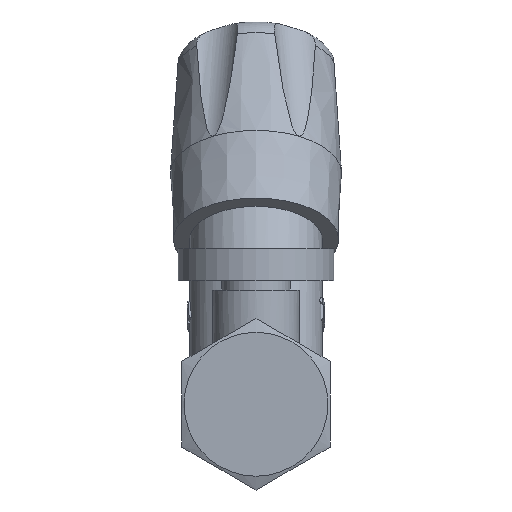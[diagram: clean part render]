
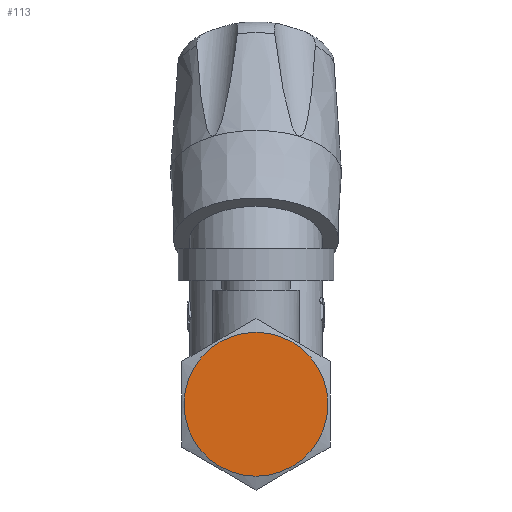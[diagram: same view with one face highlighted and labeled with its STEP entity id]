
A CAD part, left-side view. The second image highlights one B-rep face of the part: STEP entity #113.
In plain terms, the highlighted planar face has unit normal (-1, 0, 0).
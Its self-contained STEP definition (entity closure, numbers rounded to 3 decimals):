
#113 = ADVANCED_FACE( '', ( #285 ), #286, .T. );
#285 = FACE_OUTER_BOUND( '', #552, .T. );
#286 = PLANE( '', #553 );
#552 = EDGE_LOOP( '', ( #1065 ) );
#553 = AXIS2_PLACEMENT_3D( '', #1066, #1067, #1068 );
#1065 = ORIENTED_EDGE( '', *, *, #1817, .F. );
#1066 = CARTESIAN_POINT( '', ( -42.9, -32.5, 0. ) );
#1067 = DIRECTION( '', ( -1., 0., 0. ) );
#1068 = DIRECTION( '', ( 0., -1., 0. ) );
#1817 = EDGE_CURVE( '', #2226, #2226, #2227, .T. );
#2226 = VERTEX_POINT( '', #3639 );
#2227 = CIRCLE( '', #3640, 15.75 );
#3639 = CARTESIAN_POINT( '', ( -42.9, 0., -15.75 ) );
#3640 = AXIS2_PLACEMENT_3D( '', #4253, #4254, #4255 );
#4253 = CARTESIAN_POINT( '', ( -42.9, 0., 0. ) );
#4254 = DIRECTION( '', ( 1., 0., 0. ) );
#4255 = DIRECTION( '', ( 0., 0., -1. ) );
